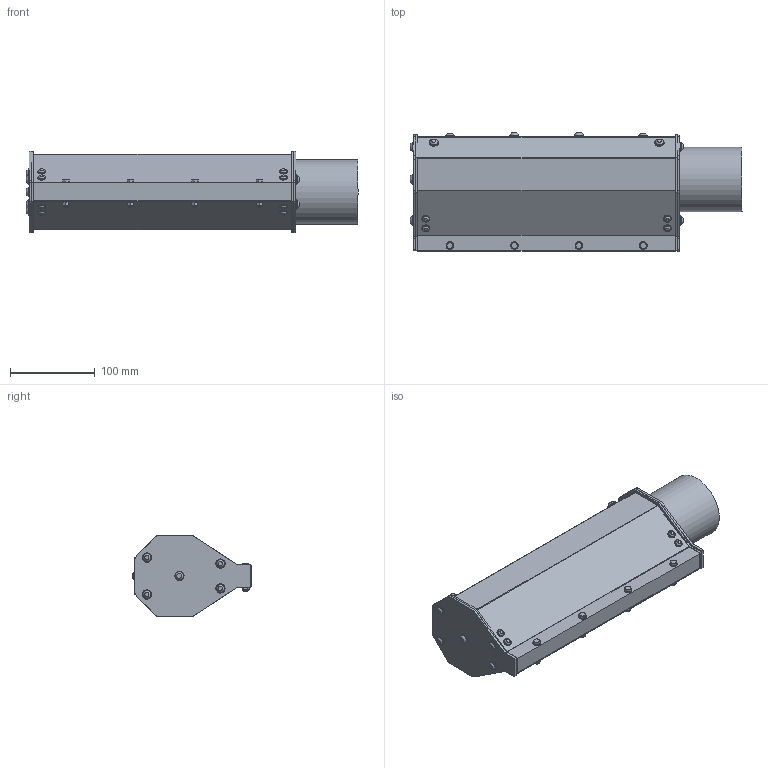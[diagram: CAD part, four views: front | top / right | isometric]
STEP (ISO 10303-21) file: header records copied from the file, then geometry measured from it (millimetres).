
FILE_DESCRIPTION(/* description */ (''),/* implementation_level */ '2;1');
FILE_NAME(/* name */ 'MAP1xxxxxx012 DUMMY.stp',/* time_stamp */ '2018-01-30T11:52:57-05:00',/* author */ ('James'),/* organization */ (''),/* preprocessor_version */ 'ST-DEVELOPER v16.5',/* originating_system */ 'Autodesk Inventor 2017',/* authorisation */ '');
FILE_SCHEMA (('AUTOMOTIVE_DESIGN { 1 0 10303 214 3 1 1 }'));
Length unit declared in the file: inch
Products named in the file (1): MAP1xxxxxx012 DUMMY
Bounding box: 392.43 x 139.66 x 96.52 mm (x, y, z)
Volume: 2973565.5 mm3; surface area: 159366.1 mm2
Topology: 1 solids, 1 shells, 404 faces, 885 edges, 580 vertices
Faces by surface type: plane 192, cylinder 99, cone 76, sphere 25, bspline 8, torus 4
Full cylindrical faces by diameter (mm): 7.6 x8, 9 x16, 9.5 x12, 10.5 x5, 11 x17, 76.2 x1
Entity records: 19894 total; most frequent: CARTESIAN_POINT 11393, DIRECTION 1708, ORIENTED_EDGE 1570, EDGE_CURVE 785, AXIS2_PLACEMENT_3D 702, EDGE_LOOP 568, VERTEX_POINT 547, FACE_OUTER_BOUND 404
